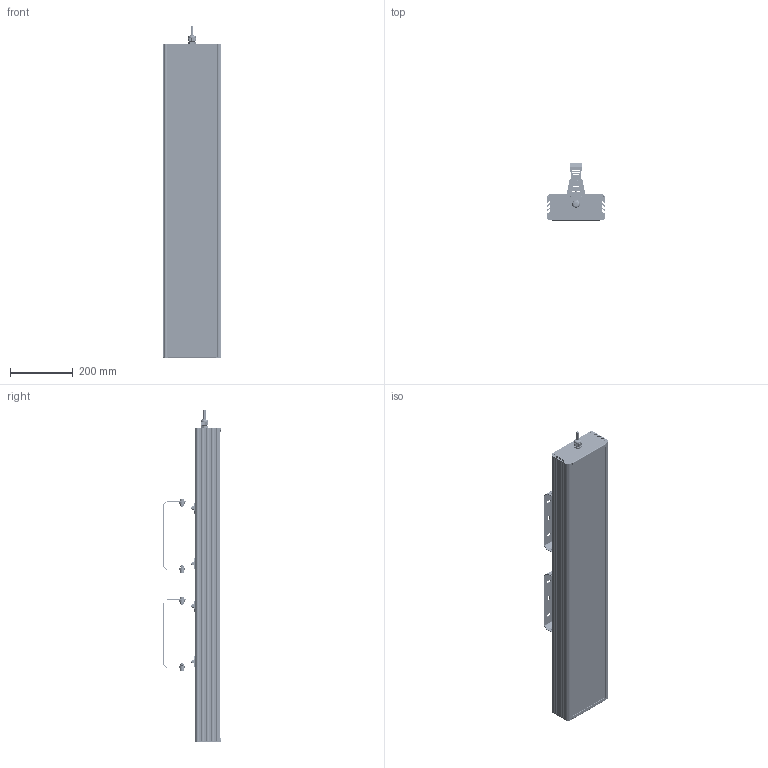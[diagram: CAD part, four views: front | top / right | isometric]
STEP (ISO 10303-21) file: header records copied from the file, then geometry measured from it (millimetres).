
FILE_DESCRIPTION(('STEP AP214'), '1');
FILE_NAME('001.0079.93.000 - ÃÑÏ-Ýêñòðà-Îïòèê-200', '2023-11-03T04:56:49', ('Ëóêîíèí'), ('ÎÊÁ Ñâîé Ñòèëü'), 'C3D Converter', 'C3D Toolkit', '');
FILE_SCHEMA(('AUTOMOTIVE_DESIGN { 1 0 10303 214 3 1 1}'));
Length unit declared in the file: millimetre
Products named in the file (41): 001.0079.93.000
Assembly tree (84 placements, depth 4):
  001.0079.93.000
    (unnamed)
      (unnamed)
      (unnamed)
      (unnamed)
      (unnamed)  x6
      (unnamed)  x6
      (unnamed)
      (unnamed)
      (unnamed)
      (unnamed)
        (unnamed)
      (unnamed)  x20
        (unnamed)
        (unnamed)
        (unnamed)
        (unnamed)
        (unnamed)
        (unnamed)
        (unnamed)
        (unnamed)
        (unnamed)
        (unnamed)
    (unnamed)  x2
      (unnamed)
      (unnamed)
      (unnamed)
      (unnamed)
      (unnamed)
      (unnamed)
      (unnamed)
      (unnamed)
      (unnamed)
      (unnamed)
      (unnamed)
      (unnamed)
      (unnamed)
      (unnamed)
      (unnamed)
      (unnamed)
      (unnamed)
Bounding box: 187.37 x 184.65 x 1056.43 mm (x, y, z)
Volume: 3356655.8 mm3; surface area: 2508029.9 mm2
Topology: 718 solids, 718 shells, 10108 faces, 23187 edges, 15463 vertices
Faces by surface type: plane 7034, cylinder 2426, bspline 341, cone 274, sphere 20, torus 13
Full cylindrical faces by diameter (mm): 1 x20, 2 x40, 2.5 x80, 2.8 x500, 3.2 x20, 3.5 x120, 4 x12, 6 x8, 6.375 x4, 8 x20, 8.5 x16, 9 x260, 12 x5, 12.5 x1, 13.333 x4, 16 x9, 18.5 x3, 20 x1, 23.5 x1
Entity records: 112681 total; most frequent: CARTESIAN_POINT 51804, ORIENTED_EDGE 11236, DIRECTION 10448, EDGE_CURVE 5618, VERTEX_POINT 3842, AXIS2_PLACEMENT_3D 3557, LINE 3334, VECTOR 3334
